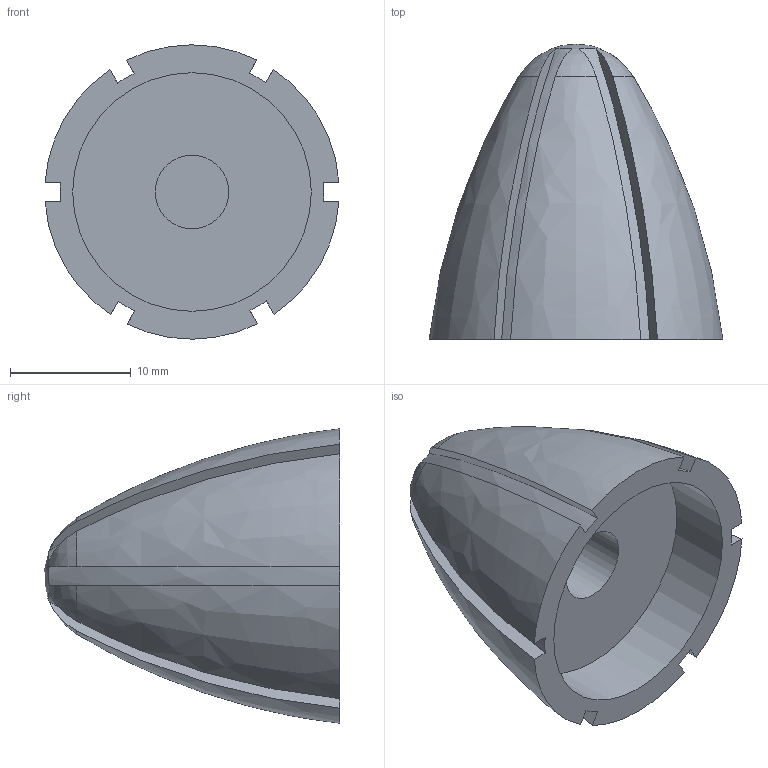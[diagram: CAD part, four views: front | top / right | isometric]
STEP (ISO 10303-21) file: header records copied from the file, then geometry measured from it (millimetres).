
FILE_DESCRIPTION(/* description */ (''),/* implementation_level */ '2;1');
FILE_NAME(/* name */ 'Ear Control.stp',/* time_stamp */ '2018-05-01T17:20:19-07:00',/* author */ ('Samuel Clay'),/* organization */ (''),/* preprocessor_version */ 'ST-DEVELOPER v16.13',/* originating_system */ 'Autodesk Inventor 2018',/* authorisation */ '');
FILE_SCHEMA (('AUTOMOTIVE_DESIGN { 1 0 10303 214 3 1 1 }'));
Length unit declared in the file: inch
Products named in the file (1): Ear Control
Bounding box: 24.33 x 24.45 x 24.38 mm (x, y, z)
Volume: 4091.9 mm3; surface area: 2855.7 mm2
Topology: 1 solids, 1 shells, 30 faces, 78 edges, 52 vertices
Faces by surface type: plane 15, bspline 12, cylinder 2, sphere 1
Full cylindrical faces by diameter (mm): 6.096 x1, 19.757 x1
Entity records: 1303 total; most frequent: CARTESIAN_POINT 603, ORIENTED_EDGE 152, DIRECTION 118, EDGE_CURVE 76, AXIS2_PLACEMENT_3D 53, VERTEX_POINT 52, EDGE_LOOP 34, CIRCLE 34
